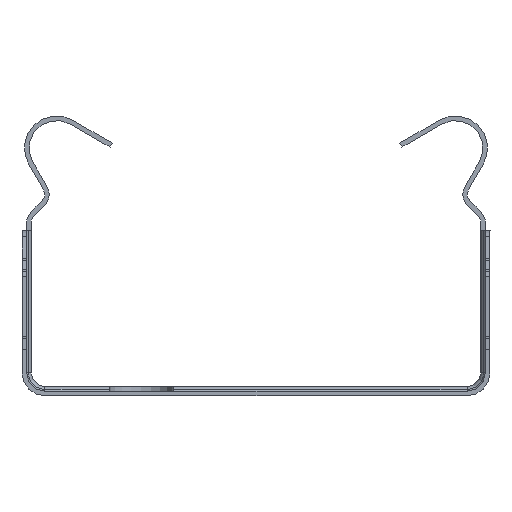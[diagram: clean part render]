
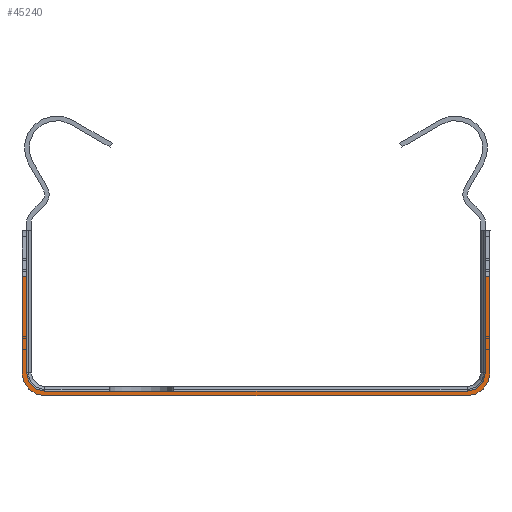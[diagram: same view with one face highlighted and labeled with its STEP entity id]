
A CAD part, front view. The second image highlights one B-rep face of the part: STEP entity #45240.
In plain terms, the highlighted planar face has unit normal (0, -1, 0).
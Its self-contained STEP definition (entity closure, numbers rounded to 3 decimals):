
#2694=CIRCLE('',#49330,2.5);
#2695=CIRCLE('',#49332,2.5);
#2723=CIRCLE('',#49404,2.);
#2724=CIRCLE('',#49405,2.);
#5929=FACE_OUTER_BOUND('',#9031,.T.);
#9031=EDGE_LOOP('',(#41547,#41548,#41549,#41550,#41551,#41552,#41553,#41554,
#41555,#41556,#41557,#41558));
#12211=LINE('',#71033,#16762);
#13491=LINE('',#74906,#18042);
#13507=LINE('',#74961,#18058);
#13579=LINE('',#75155,#18130);
#13582=LINE('',#75161,#18133);
#13584=LINE('',#75168,#18135);
#13585=LINE('',#75172,#18136);
#13586=LINE('',#75175,#18137);
#16762=VECTOR('',#58060,10.);
#18042=VECTOR('',#61972,10.);
#18058=VECTOR('',#62018,10.);
#18130=VECTOR('',#62218,10.);
#18133=VECTOR('',#62223,10.);
#18135=VECTOR('',#62233,10.);
#18136=VECTOR('',#62236,10.);
#18137=VECTOR('',#62239,10.);
#21009=VERTEX_POINT('',#71030);
#21010=VERTEX_POINT('',#71032);
#22286=VERTEX_POINT('',#74903);
#22287=VERTEX_POINT('',#74905);
#22308=VERTEX_POINT('',#74951);
#22311=VERTEX_POINT('',#74959);
#22369=VERTEX_POINT('',#75153);
#22371=VERTEX_POINT('',#75159);
#22372=VERTEX_POINT('',#75167);
#22373=VERTEX_POINT('',#75169);
#22374=VERTEX_POINT('',#75171);
#22375=VERTEX_POINT('',#75173);
#26717=EDGE_CURVE('',#21010,#21009,#12211,.T.);
#28653=EDGE_CURVE('',#22287,#22286,#13491,.T.);
#28675=EDGE_CURVE('',#22286,#21010,#2694,.T.);
#28677=EDGE_CURVE('',#21009,#22308,#2695,.T.);
#28681=EDGE_CURVE('',#22308,#22311,#13507,.T.);
#28778=EDGE_CURVE('',#22369,#22287,#13579,.T.);
#28781=EDGE_CURVE('',#22311,#22371,#13582,.T.);
#28784=EDGE_CURVE('',#22371,#22372,#13584,.T.);
#28785=EDGE_CURVE('',#22372,#22373,#2723,.T.);
#28786=EDGE_CURVE('',#22373,#22374,#13585,.T.);
#28787=EDGE_CURVE('',#22374,#22375,#2724,.T.);
#28788=EDGE_CURVE('',#22375,#22369,#13586,.T.);
#41547=ORIENTED_EDGE('',*,*,#28781,.T.);
#41548=ORIENTED_EDGE('',*,*,#28784,.T.);
#41549=ORIENTED_EDGE('',*,*,#28785,.T.);
#41550=ORIENTED_EDGE('',*,*,#28786,.T.);
#41551=ORIENTED_EDGE('',*,*,#28787,.T.);
#41552=ORIENTED_EDGE('',*,*,#28788,.T.);
#41553=ORIENTED_EDGE('',*,*,#28778,.T.);
#41554=ORIENTED_EDGE('',*,*,#28653,.T.);
#41555=ORIENTED_EDGE('',*,*,#28675,.T.);
#41556=ORIENTED_EDGE('',*,*,#26717,.T.);
#41557=ORIENTED_EDGE('',*,*,#28677,.T.);
#41558=ORIENTED_EDGE('',*,*,#28681,.T.);
#42963=PLANE('',#49403);
#45240=ADVANCED_FACE('',(#5929),#42963,.T.);
#49330=AXIS2_PLACEMENT_3D('',#74949,#62005,#62006);
#49332=AXIS2_PLACEMENT_3D('',#74953,#62010,#62011);
#49403=AXIS2_PLACEMENT_3D('',#75166,#62231,#62232);
#49404=AXIS2_PLACEMENT_3D('',#75170,#62234,#62235);
#49405=AXIS2_PLACEMENT_3D('',#75174,#62237,#62238);
#58060=DIRECTION('',(1.,0.,0.));
#61972=DIRECTION('',(0.,0.,-1.));
#62005=DIRECTION('center_axis',(0.,-1.,0.));
#62006=DIRECTION('ref_axis',(-1.,0.,0.));
#62010=DIRECTION('center_axis',(0.,-1.,0.));
#62011=DIRECTION('ref_axis',(0.,0.,
-1.));
#62018=DIRECTION('',(0.,0.,1.));
#62218=DIRECTION('',(-1.,0.,0.));
#62223=DIRECTION('',(-1.,0.,0.));
#62231=DIRECTION('center_axis',(0.,-1.,0.));
#62232=DIRECTION('ref_axis',(0.,0.,-1.));
#62233=DIRECTION('',(0.,0.,-1.));
#62234=DIRECTION('center_axis',(0.,1.,0.));
#62235=DIRECTION('ref_axis',(0.,0.,
1.));
#62236=DIRECTION('',(-1.,0.,0.));
#62237=DIRECTION('center_axis',(0.,1.,0.));
#62238=DIRECTION('ref_axis',(1.,0.,0.));
#62239=DIRECTION('',(0.,0.,1.));
#71030=CARTESIAN_POINT('',(23.,-36.,-0.5));
#71032=CARTESIAN_POINT('',(-23.,-36.,-0.5));
#71033=CARTESIAN_POINT('',(-23.,-36.,-0.5));
#74903=CARTESIAN_POINT('',(-25.5,-36.,2.));
#74905=CARTESIAN_POINT('',(-25.5,-36.,12.5));
#74906=CARTESIAN_POINT('',(-25.5,-36.,18.387));
#74949=CARTESIAN_POINT('Origin',(-23.,-36.,2.));
#74951=CARTESIAN_POINT('',(25.5,-36.,2.));
#74953=CARTESIAN_POINT('Origin',(23.,-36.,2.));
#74959=CARTESIAN_POINT('',(25.5,-36.,12.5));
#74961=CARTESIAN_POINT('',(25.5,-36.,2.));
#75153=CARTESIAN_POINT('',(-25.,-36.,12.5));
#75155=CARTESIAN_POINT('',(12.5,-36.,12.5));
#75159=CARTESIAN_POINT('',(25.,-36.,12.5));
#75161=CARTESIAN_POINT('',(12.5,-36.,12.5));
#75166=CARTESIAN_POINT('Origin',(0.,-36.,8.5));
#75167=CARTESIAN_POINT('',(25.,-36.,2.));
#75168=CARTESIAN_POINT('',(25.,-36.,18.387));
#75169=CARTESIAN_POINT('',(23.,-36.,0.));
#75170=CARTESIAN_POINT('Origin',(23.,-36.,2.));
#75171=CARTESIAN_POINT('',(-23.,-36.,0.));
#75172=CARTESIAN_POINT('',(23.,-36.,0.));
#75173=CARTESIAN_POINT('',(-25.,-36.,2.));
#75174=CARTESIAN_POINT('Origin',(-23.,-36.,2.));
#75175=CARTESIAN_POINT('',(-25.,-36.,2.));
